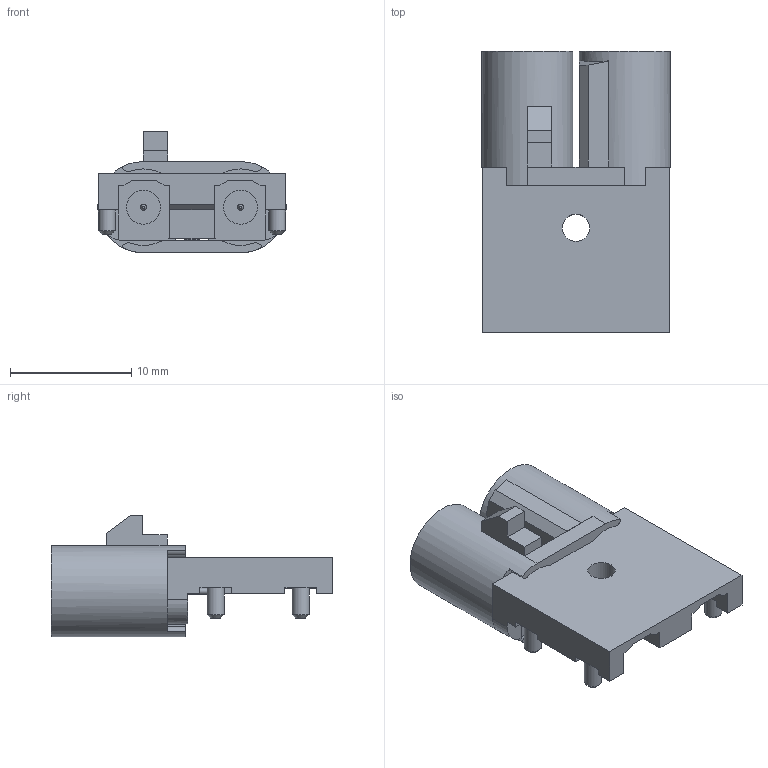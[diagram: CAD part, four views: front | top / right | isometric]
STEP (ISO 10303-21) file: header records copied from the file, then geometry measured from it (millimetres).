
FILE_DESCRIPTION(/* description */ (''),/* implementation_level */ '2;1');
FILE_NAME(/* name */ '35692178-ENV10_01-CONN.stp',/* time_stamp */ '2023-06-19T15:30:34+08:00',/* author */ (''),/* organization */ (''),/* preprocessor_version */ 'ST-DEVELOPER v16',/* originating_system */ 'SIEMENS PLM Software NX 11.0',/* authorisation */ '');
FILE_SCHEMA (('AUTOMOTIVE_DESIGN { 1 0 10303 214 3 1 1 1 }'));
Length unit declared in the file: millimetre
Products named in the file (1): 35692178-ENV10_01-CONN
Bounding box: 15.5 x 23.2 x 10 mm (x, y, z)
Volume: 953.2 mm3; surface area: 1958.5 mm2
Topology: 1 solids, 1 shells, 153 faces, 392 edges, 256 vertices
Faces by surface type: plane 107, cylinder 36, cone 10
Full cylindrical faces by diameter (mm): 0.505 x2, 0.51 x2, 1.3 x2, 1.4 x4, 1.9 x1, 2.25 x1, 2.7 x2, 2.8 x4, 6.3 x2, 7.5 x2
Entity records: 4398 total; most frequent: CARTESIAN_POINT 809, DIRECTION 751, ORIENTED_EDGE 684, EDGE_CURVE 342, AXIS2_PLACEMENT_3D 260, VERTEX_POINT 238, LINE 231, VECTOR 231
